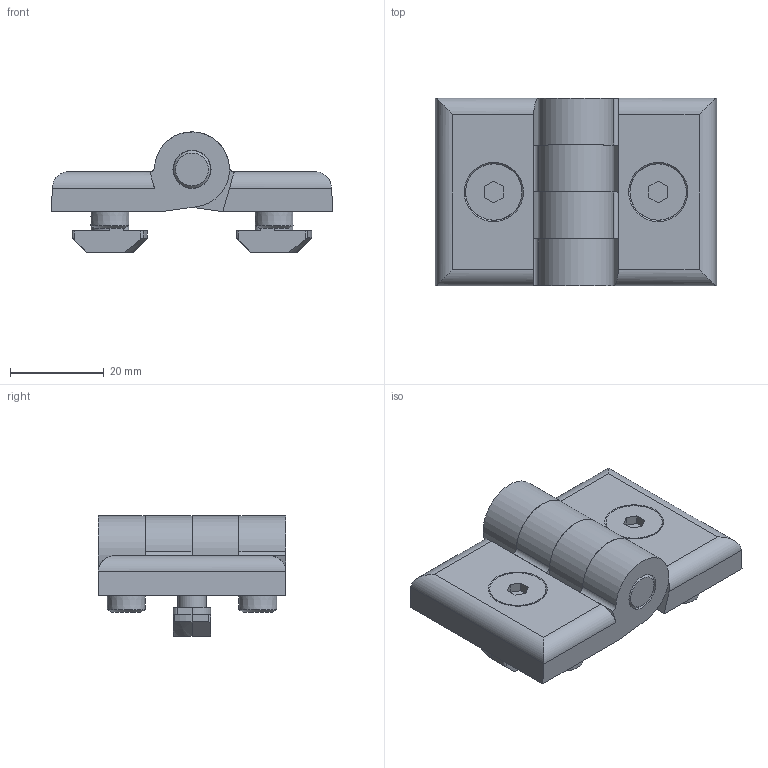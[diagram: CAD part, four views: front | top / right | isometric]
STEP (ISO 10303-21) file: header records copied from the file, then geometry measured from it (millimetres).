
FILE_DESCRIPTION(/* description */ ('STEP AP214'),/* implementation_level */ '2;1');
FILE_NAME(/* name */ '095KS3030F08S020',/* time_stamp */ '2023-02-15T10:59:50+01:00',/* author */ ('License CC BY-ND 4.0'),/* organization */ ('CADENAS'),/* preprocessor_version */ 'ST-DEVELOPER v18.102',/* originating_system */ 'PARTsolutions',/* authorisation */ ' ');
FILE_SCHEMA (('AUTOMOTIVE_DESIGN {1 0 10303 214 3 1 1}'));
Length unit declared in the file: millimetre
Products named in the file (4): 095KS3030F08S020; 095KS3030F08S02_p; 095KS3030F08S02_2; 095KS3030F08S02_1
Assembly tree (3 placements, depth 2):
  095KS3030F08S020
    095KS3030F08S02_p
    095KS3030F08S02_2
    095KS3030F08S02_1
Bounding box: 60 x 40 x 25.59 mm (x, y, z)
Volume: 22002.4 mm3; surface area: 13712.8 mm2
Topology: 3 solids, 3 shells, 234 faces, 613 edges, 405 vertices
Faces by surface type: plane 109, cylinder 105, cone 20
Full cylindrical faces by diameter (mm): 5 x2, 6 x2, 6.6 x2, 8 x3, 8.1 x2, 12 x2
Entity records: 8695 total; most frequent: CARTESIAN_POINT 1258, DIRECTION 1253, ORIENTED_EDGE 1132, EDGE_CURVE 566, AXIS2_PLACEMENT_3D 462, VERTEX_POINT 387, LINE 329, VECTOR 329
